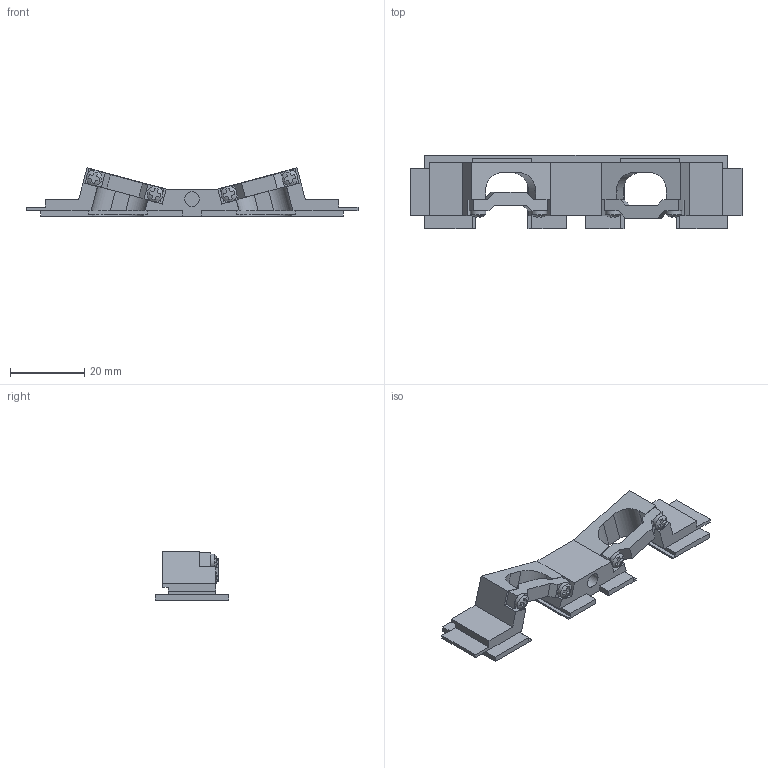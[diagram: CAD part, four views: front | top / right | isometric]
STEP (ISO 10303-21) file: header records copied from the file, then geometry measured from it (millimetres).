
FILE_DESCRIPTION(/* description */ (''),/* implementation_level */ '2;1');
FILE_NAME(/* name */ '100123800ugm000_b.stp',/* time_stamp */ '2016-09-26T14:53:09+02:00',/* author */ (''),/* organization */ (''),/* preprocessor_version */ 'ST-DEVELOPER v16',/* originating_system */ 'SIEMENS PLM Software NX 10.0',/* authorisation */ '');
FILE_SCHEMA (('AUTOMOTIVE_DESIGN { 1 0 10303 214 3 1 1 1 }'));
Length unit declared in the file: millimetre
Products named in the file (1): 100123800ugm000_b
Bounding box: 89.72 x 19.95 x 13.05 mm (x, y, z)
Volume: 6525.4 mm3; surface area: 5942.3 mm2
Topology: 1 solids, 1 shells, 198 faces, 561 edges, 360 vertices
Faces by surface type: plane 181, cylinder 13, sphere 4
Full cylindrical faces by diameter (mm): 4 x1, 4.2 x4
Entity records: 6362 total; most frequent: CARTESIAN_POINT 1122, ORIENTED_EDGE 1112, DIRECTION 1062, EDGE_CURVE 556, LINE 442, VECTOR 442, VERTEX_POINT 360, AXIS2_PLACEMENT_3D 310
